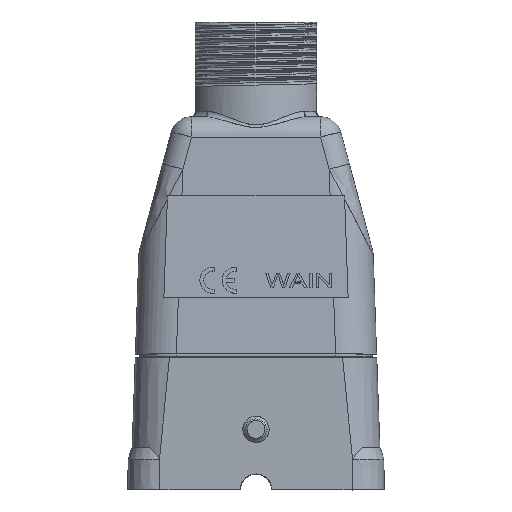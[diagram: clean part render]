
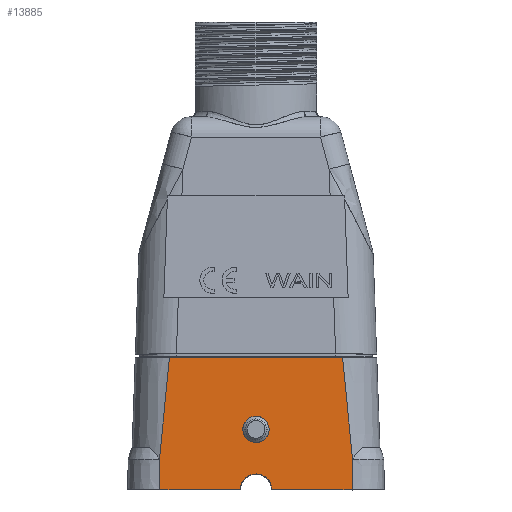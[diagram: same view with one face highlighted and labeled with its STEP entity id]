
A CAD part, top view. The second image highlights one B-rep face of the part: STEP entity #13885.
In plain terms, the highlighted planar face has unit normal (0, 0.009, 1).
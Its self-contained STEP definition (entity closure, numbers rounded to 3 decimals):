
#148=FACE_BOUND('',#16574,.T.);
#149=FACE_BOUND('',#16575,.T.);
#3090=B_SPLINE_CURVE_WITH_KNOTS('',3,(#62040,#62041,#62042,#62043,#62044,
#62045,#62046,#62047,#62048,#62049,#62050,#62051,#62052,#62053,#62054),
 .UNSPECIFIED.,.F.,.F.,(4,1,1,1,1,1,1,1,1,1,1,1,4),(0.,0.083,
0.167,0.25,0.333,0.417,0.5,0.583,
0.667,0.75,0.833,0.917,1.),.UNSPECIFIED.);
#3091=B_SPLINE_CURVE_WITH_KNOTS('',3,(#62057,#62058,#62059,#62060,#62061,
#62062,#62063,#62064,#62065,#62066,#62067,#62068,#62069,#62070,#62071),
 .UNSPECIFIED.,.F.,.F.,(4,1,1,1,1,1,1,1,1,1,1,1,4),(0.,0.083,
0.167,0.25,0.333,0.417,0.5,0.583,
0.667,0.75,0.833,0.917,1.),.UNSPECIFIED.);
#3092=B_SPLINE_CURVE_WITH_KNOTS('',3,(#62075,#62076,#62077,#62078,#62079,
#62080),.UNSPECIFIED.,.F.,.F.,(4,1,1,4),(0.,0.333,0.667,
1.),.UNSPECIFIED.);
#3093=B_SPLINE_CURVE_WITH_KNOTS('',3,(#62084,#62085,#62086,#62087,#62088,
#62089),.UNSPECIFIED.,.F.,.F.,(4,1,1,4),(0.,0.333,0.667,
1.),.UNSPECIFIED.);
#3094=B_SPLINE_CURVE_WITH_KNOTS('',3,(#62095,#62096,#62097,#62098,#62099,
#62100,#62101,#62102,#62103,#62104,#62105,#62106,#62107,#62108,#62109,#62110),
 .UNSPECIFIED.,.F.,.F.,(4,1,1,1,1,1,1,1,1,1,1,1,1,4),(0.,0.077,
0.154,0.231,0.308,0.385,0.462,
0.538,0.615,0.692,0.769,0.846,
0.923,1.),.UNSPECIFIED.);
#13885=ADVANCED_FACE('',(#148,#149),#14892,.T.);
#14892=PLANE('',#43713);
#16574=EDGE_LOOP('',(#19352,#19353));
#16575=EDGE_LOOP('',(#19354,#19355,#19356,#19357,#19358,#19359,#19360,#19361));
#19352=ORIENTED_EDGE('',*,*,#32226,.F.);
#19353=ORIENTED_EDGE('',*,*,#32227,.F.);
#19354=ORIENTED_EDGE('',*,*,#32228,.F.);
#19355=ORIENTED_EDGE('',*,*,#32229,.F.);
#19356=ORIENTED_EDGE('',*,*,#32230,.F.);
#19357=ORIENTED_EDGE('',*,*,#32231,.F.);
#19358=ORIENTED_EDGE('',*,*,#32232,.F.);
#19359=ORIENTED_EDGE('',*,*,#32233,.F.);
#19360=ORIENTED_EDGE('',*,*,#32234,.F.);
#19361=ORIENTED_EDGE('',*,*,#32235,.F.);
#25786=VERTEX_POINT('',#62055);
#25787=VERTEX_POINT('',#62056);
#25788=VERTEX_POINT('',#62073);
#25789=VERTEX_POINT('',#62074);
#25790=VERTEX_POINT('',#62081);
#25791=VERTEX_POINT('',#62083);
#25792=VERTEX_POINT('',#62090);
#25793=VERTEX_POINT('',#62092);
#25794=VERTEX_POINT('',#62094);
#25795=VERTEX_POINT('',#62111);
#32226=EDGE_CURVE('',#25786,#25787,#3090,.T.);
#32227=EDGE_CURVE('',#25787,#25786,#3091,.T.);
#32228=EDGE_CURVE('',#25788,#25789,#37985,.T.);
#32229=EDGE_CURVE('',#25790,#25788,#3092,.T.);
#32230=EDGE_CURVE('',#25791,#25790,#37986,.T.);
#32231=EDGE_CURVE('',#25792,#25791,#3093,.T.);
#32232=EDGE_CURVE('',#25793,#25792,#37987,.T.);
#32233=EDGE_CURVE('',#25794,#25793,#37988,.T.);
#32234=EDGE_CURVE('',#25795,#25794,#3094,.T.);
#32235=EDGE_CURVE('',#25789,#25795,#37989,.T.);
#37985=LINE('',#62072,#40921);
#37986=LINE('',#62082,#40922);
#37987=LINE('',#62091,#40923);
#37988=LINE('',#62093,#40924);
#37989=LINE('',#62112,#40925);
#40921=VECTOR('',#46192,1.);
#40922=VECTOR('',#46193,1.);
#40923=VECTOR('',#46194,1.);
#40924=VECTOR('',#46195,1.);
#40925=VECTOR('',#46196,1.);
#43713=AXIS2_PLACEMENT_3D('',#62113,#46197,#46198);
#46192=DIRECTION('',(0.,-1.,0.009));
#46193=DIRECTION('',(1.,0.,0.));
#46194=DIRECTION('',(0.,1.,-0.009));
#46195=DIRECTION('',(-1.,0.,0.));
#46196=DIRECTION('',(-1.,0.,0.));
#46197=DIRECTION('',(0.,0.009,1.));
#46198=DIRECTION('',(0.,-1.,0.009));
#62040=CARTESIAN_POINT('',(-2.49,-4.75,14.51));
#62041=CARTESIAN_POINT('',(-2.488,-4.966,14.511));
#62042=CARTESIAN_POINT('',(-2.431,-5.385,14.515));
#62043=CARTESIAN_POINT('',(-2.177,-5.997,14.52));
#62044=CARTESIAN_POINT('',(-1.776,-6.514,14.525));
#62045=CARTESIAN_POINT('',(-1.256,-6.912,14.528));
#62046=CARTESIAN_POINT('',(-0.649,-7.162,14.531));
#62047=CARTESIAN_POINT('',(0.001,-7.247,14.531));
#62048=CARTESIAN_POINT('',(0.65,-7.162,14.531));
#62049=CARTESIAN_POINT('',(1.257,-6.912,14.528));
#62050=CARTESIAN_POINT('',(1.777,-6.513,14.525));
#62051=CARTESIAN_POINT('',(2.178,-5.995,14.52));
#62052=CARTESIAN_POINT('',(2.431,-5.384,14.515));
#62053=CARTESIAN_POINT('',(2.489,-4.966,14.511));
#62054=CARTESIAN_POINT('',(2.49,-4.75,14.51));
#62055=CARTESIAN_POINT('',(-2.49,-4.75,14.51));
#62056=CARTESIAN_POINT('',(2.49,-4.75,14.51));
#62057=CARTESIAN_POINT('',(2.49,-4.75,14.51));
#62058=CARTESIAN_POINT('',(2.492,-4.53,14.508));
#62059=CARTESIAN_POINT('',(2.441,-4.105,14.504));
#62060=CARTESIAN_POINT('',(2.192,-3.484,14.499));
#62061=CARTESIAN_POINT('',(1.792,-2.957,14.494));
#62062=CARTESIAN_POINT('',(1.268,-2.551,14.49));
#62063=CARTESIAN_POINT('',(0.656,-2.296,14.488));
#62064=CARTESIAN_POINT('',(0.,-2.209,14.487));
#62065=CARTESIAN_POINT('',(-0.657,-2.296,14.488));
#62066=CARTESIAN_POINT('',(-1.269,-2.551,14.49));
#62067=CARTESIAN_POINT('',(-1.792,-2.958,14.494));
#62068=CARTESIAN_POINT('',(-2.192,-3.485,14.499));
#62069=CARTESIAN_POINT('',(-2.441,-4.106,14.504));
#62070=CARTESIAN_POINT('',(-2.492,-4.531,14.508));
#62071=CARTESIAN_POINT('',(-2.49,-4.75,14.51));
#62072=CARTESIAN_POINT('',(18.25,-9.439,14.551));
#62073=CARTESIAN_POINT('',(18.25,-9.439,14.551));
#62074=CARTESIAN_POINT('',(18.25,-16.2,14.61));
#62075=CARTESIAN_POINT('',(16.453,8.9,14.39));
#62076=CARTESIAN_POINT('',(16.712,7.1,14.406));
#62077=CARTESIAN_POINT('',(17.19,3.34,14.439));
#62078=CARTESIAN_POINT('',(17.74,-2.789,14.492));
#62079=CARTESIAN_POINT('',(18.088,-7.171,14.531));
#62080=CARTESIAN_POINT('',(18.25,-9.439,14.551));
#62081=CARTESIAN_POINT('',(16.453,8.9,14.39));
#62082=CARTESIAN_POINT('',(-16.453,8.9,14.39));
#62083=CARTESIAN_POINT('',(-16.453,8.9,14.39));
#62084=CARTESIAN_POINT('',(-18.25,-9.439,14.551));
#62085=CARTESIAN_POINT('',(-18.089,-7.194,14.531));
#62086=CARTESIAN_POINT('',(-17.741,-2.842,14.493));
#62087=CARTESIAN_POINT('',(-17.205,3.29,14.439));
#62088=CARTESIAN_POINT('',(-16.718,7.078,14.406));
#62089=CARTESIAN_POINT('',(-16.453,8.9,14.39));
#62090=CARTESIAN_POINT('',(-18.25,-9.439,14.551));
#62091=CARTESIAN_POINT('',(-18.25,-16.2,14.61));
#62092=CARTESIAN_POINT('',(-18.25,-16.2,14.61));
#62093=CARTESIAN_POINT('',(-3.,-16.2,14.61));
#62094=CARTESIAN_POINT('',(-3.,-16.2,14.61));
#62095=CARTESIAN_POINT('',(3.,-16.2,14.61));
#62096=CARTESIAN_POINT('',(3.,-15.958,14.607));
#62097=CARTESIAN_POINT('',(2.944,-15.488,14.603));
#62098=CARTESIAN_POINT('',(2.685,-14.796,14.597));
#62099=CARTESIAN_POINT('',(2.27,-14.195,14.592));
#62100=CARTESIAN_POINT('',(1.724,-13.709,14.588));
#62101=CARTESIAN_POINT('',(1.076,-13.368,14.585));
#62102=CARTESIAN_POINT('',(0.365,-13.193,14.583));
#62103=CARTESIAN_POINT('',(-0.366,-13.193,14.583));
#62104=CARTESIAN_POINT('',(-1.077,-13.368,14.585));
#62105=CARTESIAN_POINT('',(-1.724,-13.709,14.588));
#62106=CARTESIAN_POINT('',(-2.271,-14.195,14.592));
#62107=CARTESIAN_POINT('',(-2.686,-14.797,14.597));
#62108=CARTESIAN_POINT('',(-2.944,-15.488,14.603));
#62109=CARTESIAN_POINT('',(-3.,-15.958,14.607));
#62110=CARTESIAN_POINT('',(-3.,-16.2,14.61));
#62111=CARTESIAN_POINT('',(3.,-16.2,14.61));
#62112=CARTESIAN_POINT('',(18.25,-16.2,14.61));
#62113=CARTESIAN_POINT('',(0.,-3.65,14.5));
